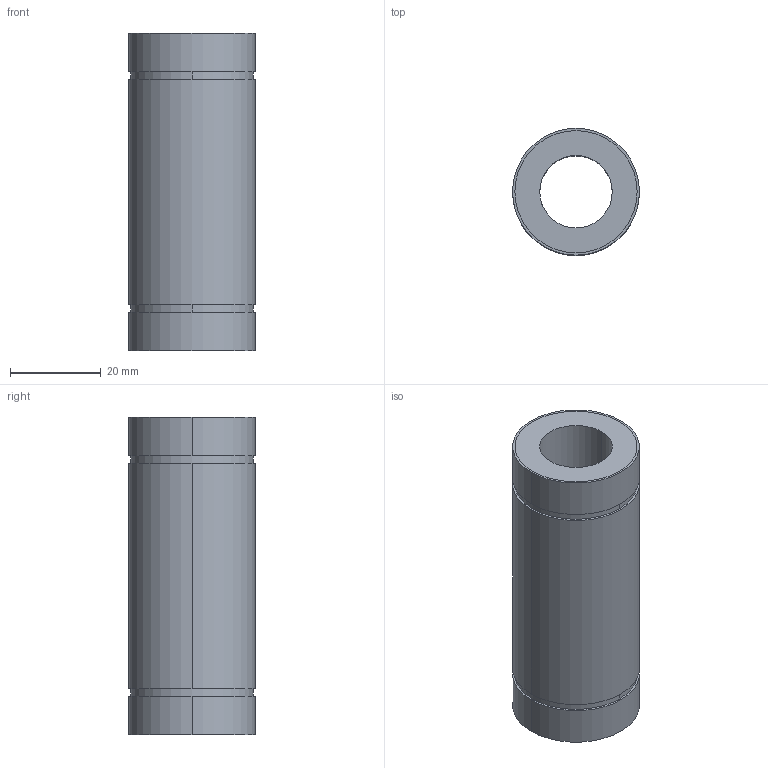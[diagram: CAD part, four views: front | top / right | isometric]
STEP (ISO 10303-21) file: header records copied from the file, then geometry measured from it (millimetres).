
FILE_DESCRIPTION((''),'2;1');
FILE_NAME('LM16LUU.stp','2005-06-14T16:05:58',('ｿﾀﾀ蠑ｷ1'),(''),'Autodesk Inventor 9','Autodesk Inventor 9','');
FILE_SCHEMA(('AUTOMOTIVE_DESIGN { 1 0 10303 214 1 1 1 1 }'));
Length unit declared in the file: millimetre
Products named in the file (1): LM__
Bounding box: 28 x 28 x 70 mm (x, y, z)
Volume: 28890.1 mm3; surface area: 10668.2 mm2
Topology: 1 solids, 1 shells, 20 faces, 43 edges, 31 vertices
Faces by surface type: cylinder 12, plane 8
Entity records: 601 total; most frequent: DIRECTION 116, CARTESIAN_POINT 95, ORIENTED_EDGE 86, AXIS2_PLACEMENT_3D 52, EDGE_CURVE 43, VERTEX_POINT 31, CIRCLE 31, EDGE_LOOP 28
